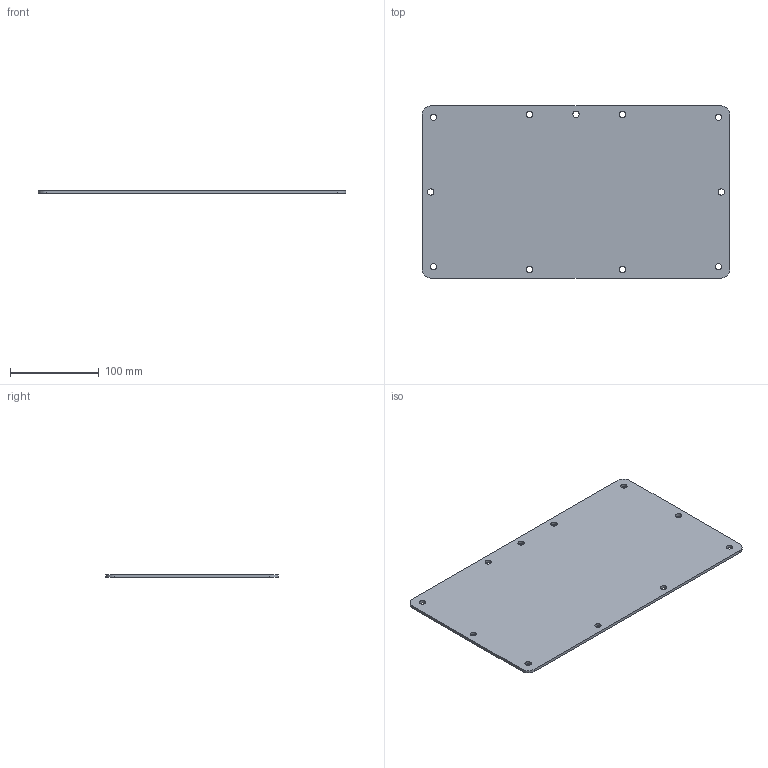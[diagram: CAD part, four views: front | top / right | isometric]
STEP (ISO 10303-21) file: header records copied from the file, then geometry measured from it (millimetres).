
FILE_DESCRIPTION(/* description */ ('FIT,CLOSURE PLATE'),/* implementation_level */ '2;1');
FILE_NAME(/* name */ 'LJWE126.stp',/* time_stamp */ '2017-08-02T22:23:29+06:00',/* author */ ('vdas'),/* organization */ (''),/* preprocessor_version */ 'ST-DEVELOPER v16.1',/* originating_system */ 'Autodesk Inventor 2016',/* authorisation */ '');
FILE_SCHEMA (('AUTOMOTIVE_DESIGN { 1 0 10303 214 3 1 1 }'));
Length unit declared in the file: inch
Products named in the file (1): LJWE126
Bounding box: 346.07 x 193.68 x 3.17 mm (x, y, z)
Volume: 211163.2 mm3; surface area: 137174.8 mm2
Topology: 1 solids, 1 shells, 21 faces, 57 edges, 38 vertices
Faces by surface type: cylinder 15, plane 6
Full cylindrical faces by diameter (mm): 7.137 x11
Entity records: 717 total; most frequent: DIRECTION 120, CARTESIAN_POINT 106, ORIENTED_EDGE 92, EDGE_LOOP 54, AXIS2_PLACEMENT_3D 52, EDGE_CURVE 46, VERTEX_POINT 38, FACE_BOUND 33
